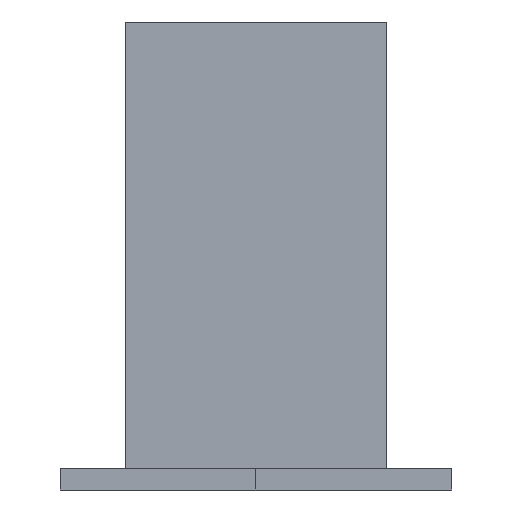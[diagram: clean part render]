
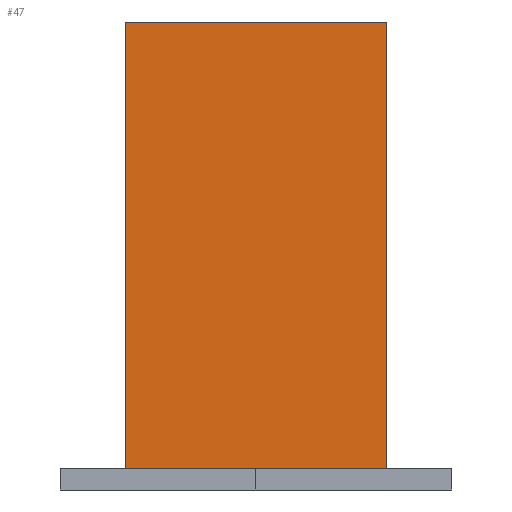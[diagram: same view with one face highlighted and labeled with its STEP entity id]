
A CAD part, left-side view. The second image highlights one B-rep face of the part: STEP entity #47.
In plain terms, the highlighted planar face has unit normal (-1, 0, 0).
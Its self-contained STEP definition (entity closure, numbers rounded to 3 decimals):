
#47=ADVANCED_FACE('',(#359),#203,.T.);
#203=PLANE('',#2770);
#359=FACE_OUTER_BOUND('',#525,.T.);
#525=EDGE_LOOP('',(#780,#781,#782,#783));
#780=ORIENTED_EDGE('',*,*,#1739,.T.);
#781=ORIENTED_EDGE('',*,*,#1737,.T.);
#782=ORIENTED_EDGE('',*,*,#1745,.F.);
#783=ORIENTED_EDGE('',*,*,#1692,.T.);
#1464=VERTEX_POINT('',#3694);
#1465=VERTEX_POINT('',#3696);
#1507=VERTEX_POINT('',#3781);
#1509=VERTEX_POINT('',#3785);
#1692=EDGE_CURVE('',#1465,#1464,#2064,.T.);
#1737=EDGE_CURVE('',#1507,#1509,#2109,.T.);
#1739=EDGE_CURVE('',#1464,#1507,#2111,.T.);
#1745=EDGE_CURVE('',#1465,#1509,#2117,.T.);
#2064=LINE('',#3695,#2436);
#2109=LINE('',#3786,#2481);
#2111=LINE('',#3789,#2483);
#2117=LINE('',#3796,#2489);
#2436=VECTOR('',#2967,1.);
#2481=VECTOR('',#3014,1.);
#2483=VECTOR('',#3018,1.);
#2489=VECTOR('',#3026,1.);
#2770=AXIS2_PLACEMENT_3D('',#3797,#3027,#3028);
#2967=DIRECTION('',(0.,-1.,0.));
#3014=DIRECTION('',(0.,1.,0.));
#3018=DIRECTION('',(0.,0.,1.));
#3026=DIRECTION('',(0.,0.,1.));
#3027=DIRECTION('',(-1.,0.,0.));
#3028=DIRECTION('',(0.,0.,1.));
#3694=CARTESIAN_POINT('',(0.,0.,0.));
#3695=CARTESIAN_POINT('',(0.,1.2,0.));
#3696=CARTESIAN_POINT('',(0.,2.4,0.));
#3781=CARTESIAN_POINT('',(0.,0.,4.1));
#3785=CARTESIAN_POINT('',(0.,2.4,4.1));
#3786=CARTESIAN_POINT('',(0.,1.2,4.1));
#3789=CARTESIAN_POINT('',(0.,0.,0.));
#3796=CARTESIAN_POINT('',(0.,2.4,0.));
#3797=CARTESIAN_POINT('',(0.,1.2,0.));
